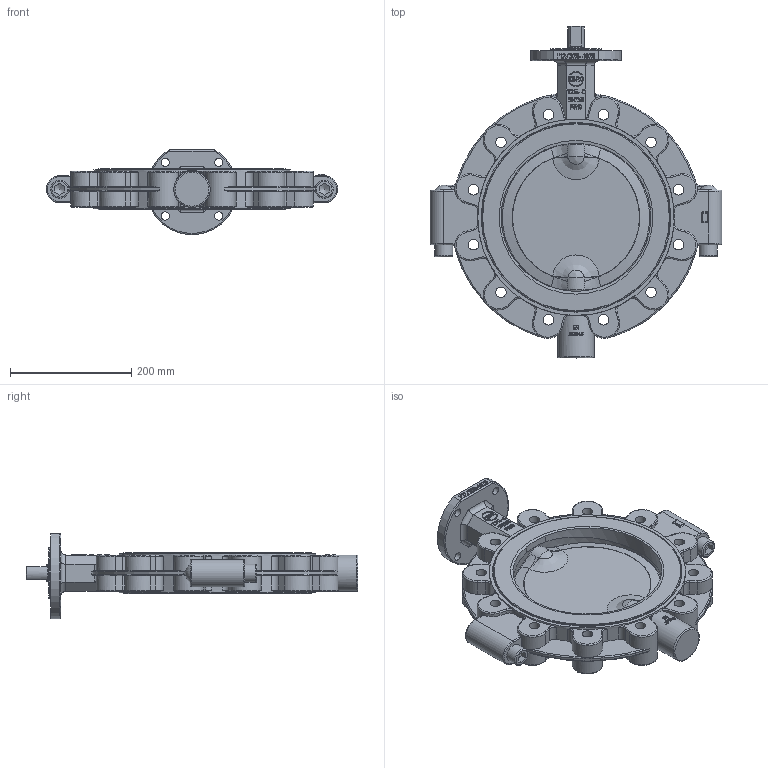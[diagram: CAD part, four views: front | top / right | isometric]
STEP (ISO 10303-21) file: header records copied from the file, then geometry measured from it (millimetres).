
FILE_DESCRIPTION(/* description */ (''),/* implementation_level */ '2;1');
FILE_NAME(/* name */ 'T214-C DN250.stp',/* time_stamp */ '2019-01-08T13:39:33+01:00',/* author */ ('hellwig'),/* organization */ (''),/* preprocessor_version */ 'ST-DEVELOPER v16.5',/* originating_system */ 'Autodesk Inventor 2017',/* authorisation */ '');
FILE_SCHEMA (('CONFIG_CONTROL_DESIGN'));
Products named in the file (1): M17264
Bounding box: 481 x 547.5 x 140.8 mm (x, y, z)
Volume: 5421338.5 mm3; surface area: 714061.3 mm2
Topology: 1 solids, 7 shells, 1311 faces, 3476 edges, 2222 vertices
Faces by surface type: bspline 470, plane 395, cylinder 250, torus 144, cone 44, sphere 8
Full cylindrical faces by diameter (mm): 3 x2, 4.134 x1, 13.5 x4, 16 x2, 17.294 x14, 20 x2, 20.5 x2, 28 x1, 30 x5, 31 x1, 34 x3, 35 x2, 35.2 x1, 38 x1, 48 x2, 60 x1, 84.9 x1, 253.5 x1, 257.4 x2, 310 x2, 313 x2, 324 x2
Entity records: 57099 total; most frequent: CARTESIAN_POINT 26756, ORIENTED_EDGE 6614, DIRECTION 4826, EDGE_CURVE 3307, VERTEX_POINT 2172, AXIS2_PLACEMENT_3D 1733, EDGE_LOOP 1515, LINE 1360
